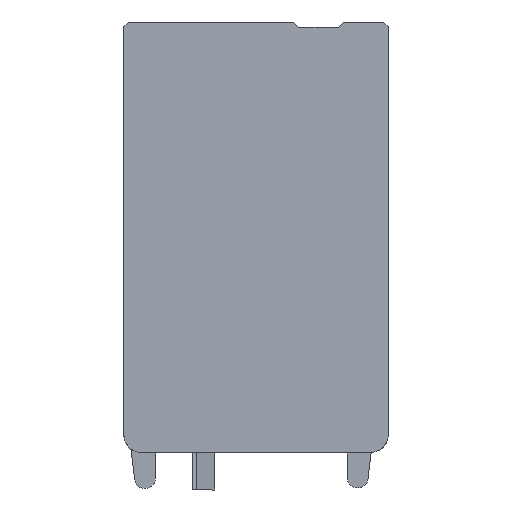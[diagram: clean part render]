
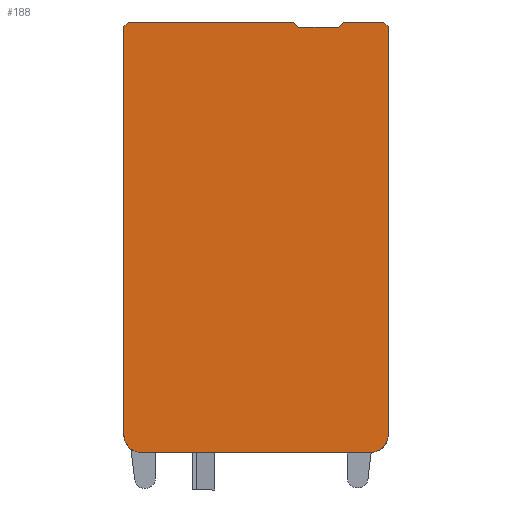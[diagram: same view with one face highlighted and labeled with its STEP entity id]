
A CAD part, left-side view. The second image highlights one B-rep face of the part: STEP entity #188.
In plain terms, the highlighted planar face has unit normal (-1, 0, 0).
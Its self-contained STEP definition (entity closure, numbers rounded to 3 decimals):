
#35=AXIS2_PLACEMENT_3D('Plane Axis2P3D',#32,#33,#34) ;
#32=CARTESIAN_POINT('Axis2P3D Location',(0.,44.,6.4)) ;
#38=CARTESIAN_POINT('Control Point',(0.,45.,41.977)) ;
#39=CARTESIAN_POINT('Control Point',(0.,45.,35.462)) ;
#40=CARTESIAN_POINT('Control Point',(0.,45.,28.946)) ;
#41=CARTESIAN_POINT('Control Point',(0.,45.,22.431)) ;
#42=CARTESIAN_POINT('Control Point',(0.,45.,15.915)) ;
#43=CARTESIAN_POINT('Control Point',(0.,45.,9.4)) ;
#44=CARTESIAN_POINT('Vertex',(0.,45.,41.977)) ;
#46=CARTESIAN_POINT('Vertex',(0.,45.,9.4)) ;
#50=CARTESIAN_POINT('Control Point',(0.,45.,9.4)) ;
#51=CARTESIAN_POINT('Control Point',(0.,45.,8.458)) ;
#52=CARTESIAN_POINT('Control Point',(0.,44.631,7.514)) ;
#53=CARTESIAN_POINT('Control Point',(0.,43.886,6.769)) ;
#54=CARTESIAN_POINT('Control Point',(0.,42.942,6.4)) ;
#55=CARTESIAN_POINT('Control Point',(0.,42.,6.4)) ;
#56=CARTESIAN_POINT('Vertex',(0.,42.,6.4)) ;
#60=CARTESIAN_POINT('Control Point',(0.,42.,6.4)) ;
#61=CARTESIAN_POINT('Control Point',(0.,34.2,6.4)) ;
#62=CARTESIAN_POINT('Control Point',(0.,26.4,6.4)) ;
#63=CARTESIAN_POINT('Control Point',(0.,18.6,6.4)) ;
#64=CARTESIAN_POINT('Control Point',(0.,10.8,6.4)) ;
#65=CARTESIAN_POINT('Control Point',(0.,3.,6.4)) ;
#66=CARTESIAN_POINT('Vertex',(0.,3.,6.4)) ;
#70=CARTESIAN_POINT('Control Point',(0.,3.,6.4)) ;
#71=CARTESIAN_POINT('Control Point',(0.,2.058,6.4)) ;
#72=CARTESIAN_POINT('Control Point',(0.,1.114,6.769)) ;
#73=CARTESIAN_POINT('Control Point',(0.,0.369,7.514)) ;
#74=CARTESIAN_POINT('Control Point',(0.,0.,8.458)) ;
#75=CARTESIAN_POINT('Control Point',(0.,0.,9.4)) ;
#76=CARTESIAN_POINT('Vertex',(0.,0.,9.4)) ;
#80=CARTESIAN_POINT('Control Point',(0.,0.,9.4)) ;
#81=CARTESIAN_POINT('Control Point',(0.,0.,15.915)) ;
#82=CARTESIAN_POINT('Control Point',(0.,0.,22.431)) ;
#83=CARTESIAN_POINT('Control Point',(0.,0.,28.946)) ;
#84=CARTESIAN_POINT('Control Point',(0.,0.,35.462)) ;
#85=CARTESIAN_POINT('Control Point',(0.,0.,41.977)) ;
#86=CARTESIAN_POINT('Vertex',(0.,0.,41.977)) ;
#90=CARTESIAN_POINT('Control Point',(0.,0.,41.977)) ;
#91=CARTESIAN_POINT('Control Point',(0.,0.,47.841)) ;
#92=CARTESIAN_POINT('Control Point',(0.,0.,53.705)) ;
#93=CARTESIAN_POINT('Control Point',(0.,0.,59.569)) ;
#94=CARTESIAN_POINT('Control Point',(0.,0.,65.433)) ;
#95=CARTESIAN_POINT('Control Point',(0.,0.,71.297)) ;
#96=CARTESIAN_POINT('Vertex',(0.,0.,71.297)) ;
#99=CARTESIAN_POINT('Line Origine',(0.,0.,75.122)) ;
#103=CARTESIAN_POINT('Vertex',(0.,0.,78.947)) ;
#106=CARTESIAN_POINT('Line Origine',(0.,0.375,79.322)) ;
#110=CARTESIAN_POINT('Vertex',(0.,0.75,79.697)) ;
#113=CARTESIAN_POINT('Line Origine',(0.,4.175,79.697)) ;
#117=CARTESIAN_POINT('Vertex',(0.,7.6,79.697)) ;
#120=CARTESIAN_POINT('Line Origine',(0.,8.05,79.247)) ;
#124=CARTESIAN_POINT('Vertex',(0.,8.5,78.797)) ;
#127=CARTESIAN_POINT('Line Origine',(0.,11.85,78.797)) ;
#131=CARTESIAN_POINT('Vertex',(0.,15.2,78.797)) ;
#134=CARTESIAN_POINT('Line Origine',(0.,15.65,79.247)) ;
#138=CARTESIAN_POINT('Vertex',(0.,16.1,79.697)) ;
#141=CARTESIAN_POINT('Line Origine',(0.,30.175,79.697)) ;
#145=CARTESIAN_POINT('Vertex',(0.,44.25,79.697)) ;
#148=CARTESIAN_POINT('Line Origine',(0.,44.625,79.322)) ;
#152=CARTESIAN_POINT('Vertex',(0.,45.,78.947)) ;
#155=CARTESIAN_POINT('Line Origine',(0.,45.,75.122)) ;
#159=CARTESIAN_POINT('Vertex',(0.,45.,71.297)) ;
#163=CARTESIAN_POINT('Control Point',(0.,45.,71.297)) ;
#164=CARTESIAN_POINT('Control Point',(0.,45.,65.433)) ;
#165=CARTESIAN_POINT('Control Point',(0.,45.,59.569)) ;
#166=CARTESIAN_POINT('Control Point',(0.,45.,53.705)) ;
#167=CARTESIAN_POINT('Control Point',(0.,45.,47.841)) ;
#168=CARTESIAN_POINT('Control Point',(0.,45.,41.977)) ;
#33=DIRECTION('Axis2P3D Direction',(-1.,0.,0.)) ;
#34=DIRECTION('Axis2P3D XDirection',(0.,1.,0.)) ;
#100=DIRECTION('Vector Direction',(0.,0.,1.)) ;
#107=DIRECTION('Vector Direction',(0.,0.707,0.707)) ;
#114=DIRECTION('Vector Direction',(0.,1.,0.)) ;
#121=DIRECTION('Vector Direction',(0.,0.707,-0.707)) ;
#128=DIRECTION('Vector Direction',(0.,1.,0.)) ;
#135=DIRECTION('Vector Direction',(0.,0.707,0.707)) ;
#142=DIRECTION('Vector Direction',(0.,1.,0.)) ;
#149=DIRECTION('Vector Direction',(0.,0.707,-0.707)) ;
#156=DIRECTION('Vector Direction',(0.,0.,1.)) ;
#101=VECTOR('Line Direction',#100,1.) ;
#108=VECTOR('Line Direction',#107,1.) ;
#115=VECTOR('Line Direction',#114,1.) ;
#122=VECTOR('Line Direction',#121,1.) ;
#129=VECTOR('Line Direction',#128,1.) ;
#136=VECTOR('Line Direction',#135,1.) ;
#143=VECTOR('Line Direction',#142,1.) ;
#150=VECTOR('Line Direction',#149,1.) ;
#157=VECTOR('Line Direction',#156,1.) ;
#171=ORIENTED_EDGE('',*,*,#48,.T.) ;
#172=ORIENTED_EDGE('',*,*,#58,.T.) ;
#173=ORIENTED_EDGE('',*,*,#68,.T.) ;
#174=ORIENTED_EDGE('',*,*,#78,.T.) ;
#175=ORIENTED_EDGE('',*,*,#88,.T.) ;
#176=ORIENTED_EDGE('',*,*,#98,.T.) ;
#177=ORIENTED_EDGE('',*,*,#105,.T.) ;
#178=ORIENTED_EDGE('',*,*,#112,.T.) ;
#179=ORIENTED_EDGE('',*,*,#119,.T.) ;
#180=ORIENTED_EDGE('',*,*,#126,.T.) ;
#181=ORIENTED_EDGE('',*,*,#133,.T.) ;
#182=ORIENTED_EDGE('',*,*,#140,.T.) ;
#183=ORIENTED_EDGE('',*,*,#147,.T.) ;
#184=ORIENTED_EDGE('',*,*,#154,.T.) ;
#185=ORIENTED_EDGE('',*,*,#161,.F.) ;
#186=ORIENTED_EDGE('',*,*,#169,.T.) ;
#188=ADVANCED_FACE('ABLEITER',(#187),#36,.T.) ;
#37=B_SPLINE_CURVE_WITH_KNOTS('',5,(#38,#39,#40,#41,#42,#43),.UNSPECIFIED.,.F.,.U.,(6,6),(21.373,53.95),.UNSPECIFIED.) ;
#49=B_SPLINE_CURVE_WITH_KNOTS('',5,(#50,#51,#52,#53,#54,#55),.UNSPECIFIED.,.F.,.U.,(6,6),(0.,4.965),.UNSPECIFIED.) ;
#59=B_SPLINE_CURVE_WITH_KNOTS('',5,(#60,#61,#62,#63,#64,#65),.UNSPECIFIED.,.F.,.U.,(6,6),(0.,39.),.UNSPECIFIED.) ;
#69=B_SPLINE_CURVE_WITH_KNOTS('',5,(#70,#71,#72,#73,#74,#75),.UNSPECIFIED.,.F.,.U.,(6,6),(0.,4.965),.UNSPECIFIED.) ;
#79=B_SPLINE_CURVE_WITH_KNOTS('',5,(#80,#81,#82,#83,#84,#85),.UNSPECIFIED.,.F.,.U.,(6,6),(0.,32.577),.UNSPECIFIED.) ;
#89=B_SPLINE_CURVE_WITH_KNOTS('',5,(#90,#91,#92,#93,#94,#95),.UNSPECIFIED.,.F.,.U.,(6,6),(23.981,53.3),.UNSPECIFIED.) ;
#162=B_SPLINE_CURVE_WITH_KNOTS('',5,(#163,#164,#165,#166,#167,#168),.UNSPECIFIED.,.F.,.U.,(6,6),(0.65,29.969),.UNSPECIFIED.) ;
#48=EDGE_CURVE('',#45,#47,#37,.T.) ;
#58=EDGE_CURVE('',#47,#57,#49,.T.) ;
#68=EDGE_CURVE('',#57,#67,#59,.T.) ;
#78=EDGE_CURVE('',#67,#77,#69,.T.) ;
#88=EDGE_CURVE('',#77,#87,#79,.T.) ;
#98=EDGE_CURVE('',#87,#97,#89,.T.) ;
#105=EDGE_CURVE('',#97,#104,#102,.T.) ;
#112=EDGE_CURVE('',#104,#111,#109,.T.) ;
#119=EDGE_CURVE('',#111,#118,#116,.T.) ;
#126=EDGE_CURVE('',#118,#125,#123,.T.) ;
#133=EDGE_CURVE('',#125,#132,#130,.T.) ;
#140=EDGE_CURVE('',#132,#139,#137,.T.) ;
#147=EDGE_CURVE('',#139,#146,#144,.T.) ;
#154=EDGE_CURVE('',#146,#153,#151,.T.) ;
#161=EDGE_CURVE('',#160,#153,#158,.T.) ;
#169=EDGE_CURVE('',#160,#45,#162,.T.) ;
#170=EDGE_LOOP('',(#171,#172,#173,#174,#175,#176,#177,#178,#179,#180,#181,#182,#183,#184,#185,#186)) ;
#187=FACE_OUTER_BOUND('',#170,.T.) ;
#102=LINE('Line',#99,#101) ;
#109=LINE('Line',#106,#108) ;
#116=LINE('Line',#113,#115) ;
#123=LINE('Line',#120,#122) ;
#130=LINE('Line',#127,#129) ;
#137=LINE('Line',#134,#136) ;
#144=LINE('Line',#141,#143) ;
#151=LINE('Line',#148,#150) ;
#158=LINE('Line',#155,#157) ;
#36=PLANE('',#35) ;
#45=VERTEX_POINT('',#44) ;
#47=VERTEX_POINT('',#46) ;
#57=VERTEX_POINT('',#56) ;
#67=VERTEX_POINT('',#66) ;
#77=VERTEX_POINT('',#76) ;
#87=VERTEX_POINT('',#86) ;
#97=VERTEX_POINT('',#96) ;
#104=VERTEX_POINT('',#103) ;
#111=VERTEX_POINT('',#110) ;
#118=VERTEX_POINT('',#117) ;
#125=VERTEX_POINT('',#124) ;
#132=VERTEX_POINT('',#131) ;
#139=VERTEX_POINT('',#138) ;
#146=VERTEX_POINT('',#145) ;
#153=VERTEX_POINT('',#152) ;
#160=VERTEX_POINT('',#159) ;
